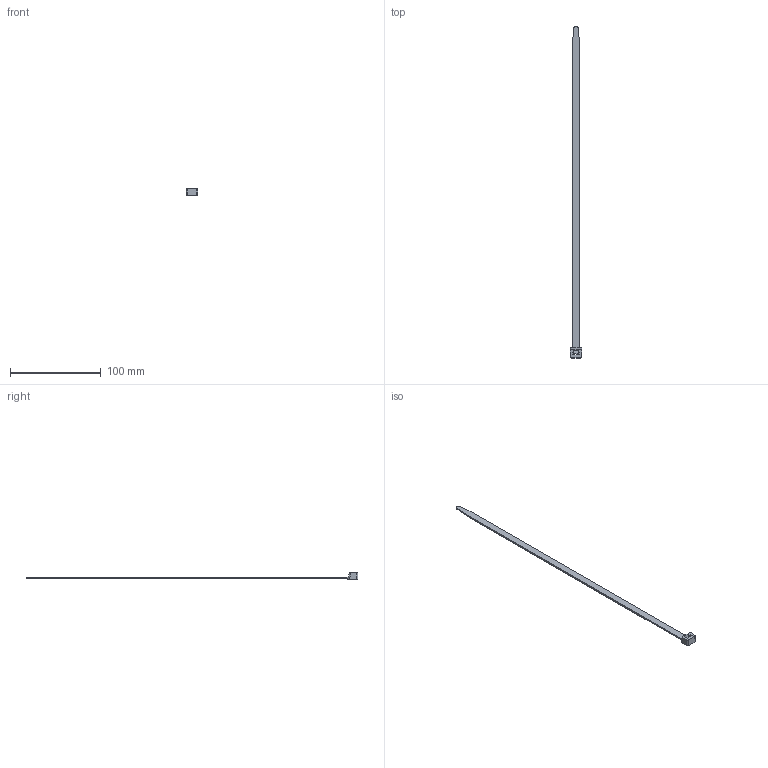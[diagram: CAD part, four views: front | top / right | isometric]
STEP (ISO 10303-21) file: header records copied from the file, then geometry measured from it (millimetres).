
FILE_DESCRIPTION(('CATIA V5 STEP Exchange','CAx-IF Rec.Pracs.--- Model Styling and Organization---1.4--- 2014-01-23'),'2;1');
FILE_NAME ('D1450524_1', '2021-03-25T14:08:20+00:00', ('none'), ('Weidmueller'), 'CATIA Version 5-6 Release 2016 SP3 HF44', 'CATIA V5 STEP AP214', 'none');
FILE_SCHEMA(('AUTOMOTIVE_DESIGN { 1 0 10303 214 1 1 1 1 }'));
Length unit declared in the file: millimetre
Products named in the file (1): 1279100000
Bounding box: 12.8 x 365 x 7.5 mm (x, y, z)
Volume: 5378.9 mm3; surface area: 7283.9 mm2
Topology: 1 solids, 1 shells, 55 faces, 149 edges, 96 vertices
Faces by surface type: plane 46, cylinder 9
Entity records: 1813 total; most frequent: CARTESIAN_POINT 434, ORIENTED_EDGE 298, DIRECTION 245, EDGE_CURVE 149, VECTOR 131, LINE 131, VERTEX_POINT 96, AXIS2_PLACEMENT_3D 60
